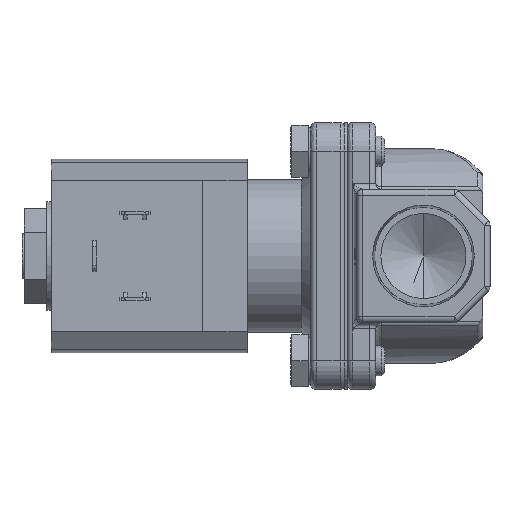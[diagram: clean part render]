
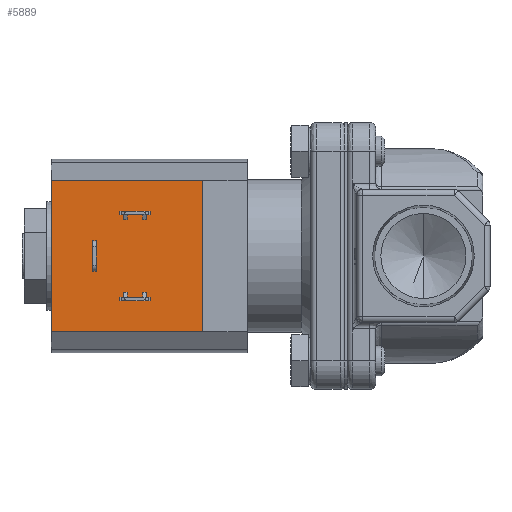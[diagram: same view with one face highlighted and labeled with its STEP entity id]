
A CAD part, left-side view. The second image highlights one B-rep face of the part: STEP entity #5889.
In plain terms, the highlighted planar face has unit normal (-1, 0, 0).
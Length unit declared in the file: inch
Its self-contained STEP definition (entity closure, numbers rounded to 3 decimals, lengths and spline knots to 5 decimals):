
#16 = CARTESIAN_POINT ( 'NONE',  ( -0.982, 1.166, -0.625 ) ) ;
#80 = EDGE_CURVE ( 'NONE', #6005, #17545, #1542, .T. ) ;
#191 = ORIENTED_EDGE ( 'NONE', *, *, #80, .T. ) ;
#226 = CARTESIAN_POINT ( 'NONE',  ( -0.982, 2.043, -0.1265 ) ) ;
#255 = CARTESIAN_POINT ( 'NONE',  ( -0.982, 1.166, 0.339 ) ) ;
#405 = CARTESIAN_POINT ( 'NONE',  ( -0.982, 1.6, 0.339 ) ) ;
#943 = EDGE_CURVE ( 'NONE', #18662, #15048, #5975, .T. ) ;
#954 = EDGE_CURVE ( 'NONE', #18989, #6924, #13234, .T. ) ;
#1008 = ORIENTED_EDGE ( 'NONE', *, *, #13186, .T. ) ;
#1046 = EDGE_CURVE ( 'NONE', #17545, #18556, #4797, .T. ) ;
#1244 = DIRECTION ( 'NONE',  ( 0., -1., 0. ) ) ;
#1478 = VECTOR ( 'NONE', #17769, 39.37008 ) ;
#1479 = LINE ( 'NONE', #13460, #5668 ) ;
#1542 = LINE ( 'NONE', #14970, #9937 ) ;
#1655 = DIRECTION ( 'NONE',  ( 0., 0., 1. ) ) ;
#1676 = LINE ( 'NONE', #15005, #17513 ) ;
#1689 = VERTEX_POINT ( 'NONE', #3331 ) ;
#1716 = LINE ( 'NONE', #255, #2842 ) ;
#1788 = AXIS2_PLACEMENT_3D ( 'NONE', #7209, #10055, #10347 ) ;
#1947 = CARTESIAN_POINT ( 'NONE',  ( -0.982, 1.85, 0.339 ) ) ;
#2300 = DIRECTION ( 'NONE',  ( 0., -1., 0. ) ) ;
#2497 = VECTOR ( 'NONE', #1655, 39.37008 ) ;
#2794 = VECTOR ( 'NONE', #18776, 39.37008 ) ;
#2842 = VECTOR ( 'NONE', #16743, 39.37008 ) ;
#2958 = ORIENTED_EDGE ( 'NONE', *, *, #10785, .T. ) ;
#3027 = EDGE_LOOP ( 'NONE', ( #9607, #9576, #16796, #19389 ) ) ;
#3331 = CARTESIAN_POINT ( 'NONE',  ( -0.982, 2.043, 0.1265 ) ) ;
#3623 = CARTESIAN_POINT ( 'NONE',  ( -0.982, 1.166, -0.371 ) ) ;
#3969 = VECTOR ( 'NONE', #15169, 39.37008 ) ;
#4066 = PLANE ( 'NONE',  #1788 ) ;
#4159 = LINE ( 'NONE', #12809, #2794 ) ;
#4201 = LINE ( 'NONE', #18831, #8387 ) ;
#4324 = LINE ( 'NONE', #15905, #1478 ) ;
#4467 = FACE_BOUND ( 'NONE', #13878, .T. ) ;
#4486 = DIRECTION ( 'NONE',  ( 0., -1., 0. ) ) ;
#4676 = DIRECTION ( 'NONE',  ( 0., 1., 0. ) ) ;
#4797 = LINE ( 'NONE', #16851, #3969 ) ;
#4940 = ORIENTED_EDGE ( 'NONE', *, *, #10957, .T. ) ;
#5160 = LINE ( 'NONE', #12996, #7818 ) ;
#5538 = FACE_BOUND ( 'NONE', #13677, .T. ) ;
#5646 = VECTOR ( 'NONE', #4486, 39.37008 ) ;
#5668 = VECTOR ( 'NONE', #17767, 39.37008 ) ;
#5773 = CARTESIAN_POINT ( 'NONE',  ( -0.982, 1.85, -0.625 ) ) ;
#5852 = CARTESIAN_POINT ( 'NONE',  ( -0.982, 1.166, -0.625 ) ) ;
#5889 = ADVANCED_FACE ( 'Defeatured_0_358', ( #5538, #17613, #8675, #4467 ), #4066, .T. ) ;
#5929 = CARTESIAN_POINT ( 'NONE',  ( -0.982, 2.075, -0.1265 ) ) ;
#5975 = LINE ( 'NONE', #11847, #6496 ) ;
#6005 = VERTEX_POINT ( 'NONE', #6417 ) ;
#6071 = DIRECTION ( 'NONE',  ( 0., 0., 1. ) ) ;
#6214 = EDGE_CURVE ( 'NONE', #15048, #8679, #4324, .T. ) ;
#6417 = CARTESIAN_POINT ( 'NONE',  ( -0.982, 1.85, -0.339 ) ) ;
#6496 = VECTOR ( 'NONE', #14685, 39.37008 ) ;
#6642 = EDGE_CURVE ( 'NONE', #16034, #16259, #4201, .T. ) ;
#6924 = VERTEX_POINT ( 'NONE', #18329 ) ;
#7007 = VERTEX_POINT ( 'NONE', #10267 ) ;
#7209 = CARTESIAN_POINT ( 'NONE',  ( -0.982, 1.166, -0.625 ) ) ;
#7224 = CARTESIAN_POINT ( 'NONE',  ( -0.982, 1.6, -0.339 ) ) ;
#7455 = CARTESIAN_POINT ( 'NONE',  ( -0.982, 2.416, 0.625 ) ) ;
#7686 = CARTESIAN_POINT ( 'NONE',  ( -0.982, 2.043, -0.625 ) ) ;
#7818 = VECTOR ( 'NONE', #2300, 39.37008 ) ;
#8332 = EDGE_CURVE ( 'NONE', #1689, #18662, #8975, .T. ) ;
#8387 = VECTOR ( 'NONE', #17460, 39.37008 ) ;
#8675 = FACE_OUTER_BOUND ( 'NONE', #3027, .T. ) ;
#8679 = VERTEX_POINT ( 'NONE', #17980 ) ;
#8975 = LINE ( 'NONE', #7686, #9069 ) ;
#9069 = VECTOR ( 'NONE', #19353, 39.37008 ) ;
#9274 = EDGE_CURVE ( 'NONE', #16034, #18989, #14865, .T. ) ;
#9576 = ORIENTED_EDGE ( 'NONE', *, *, #19084, .T. ) ;
#9607 = ORIENTED_EDGE ( 'NONE', *, *, #954, .T. ) ;
#9704 = ORIENTED_EDGE ( 'NONE', *, *, #15998, .T. ) ;
#9937 = VECTOR ( 'NONE', #1244, 39.37008 ) ;
#10055 = DIRECTION ( 'NONE',  ( -1., 0., 0. ) ) ;
#10193 = VERTEX_POINT ( 'NONE', #13409 ) ;
#10267 = CARTESIAN_POINT ( 'NONE',  ( -0.982, 1.85, -0.371 ) ) ;
#10347 = DIRECTION ( 'NONE',  ( 0., 0., 1. ) ) ;
#10785 = EDGE_CURVE ( 'NONE', #10193, #15592, #1479, .T. ) ;
#10957 = EDGE_CURVE ( 'NONE', #18556, #7007, #15202, .T. ) ;
#11055 = ORIENTED_EDGE ( 'NONE', *, *, #6214, .T. ) ;
#11847 = CARTESIAN_POINT ( 'NONE',  ( -0.982, 2.075, -0.1265 ) ) ;
#11944 = VECTOR ( 'NONE', #18443, 39.37008 ) ;
#12332 = LINE ( 'NONE', #18294, #13485 ) ;
#12705 = ORIENTED_EDGE ( 'NONE', *, *, #943, .T. ) ;
#12809 = CARTESIAN_POINT ( 'NONE',  ( -0.982, 1.85, -0.625 ) ) ;
#12996 = CARTESIAN_POINT ( 'NONE',  ( -0.982, 1.166, 0.371 ) ) ;
#13020 = ORIENTED_EDGE ( 'NONE', *, *, #1046, .T. ) ;
#13186 = EDGE_CURVE ( 'NONE', #14447, #16551, #13241, .T. ) ;
#13234 = LINE ( 'NONE', #13526, #14939 ) ;
#13241 = LINE ( 'NONE', #5773, #2497 ) ;
#13289 = CARTESIAN_POINT ( 'NONE',  ( -0.982, 1.6, -0.371 ) ) ;
#13409 = CARTESIAN_POINT ( 'NONE',  ( -0.982, 1.6, 0.371 ) ) ;
#13452 = DIRECTION ( 'NONE',  ( 0., 1., 0. ) ) ;
#13460 = CARTESIAN_POINT ( 'NONE',  ( -0.982, 1.6, -0.625 ) ) ;
#13485 = VECTOR ( 'NONE', #4676, 39.37008 ) ;
#13526 = CARTESIAN_POINT ( 'NONE',  ( -0.982, 1.166, -0.625 ) ) ;
#13677 = EDGE_LOOP ( 'NONE', ( #9704, #191, #13020, #4940 ) ) ;
#13878 = EDGE_LOOP ( 'NONE', ( #1008, #16946, #2958, #17778 ) ) ;
#14126 = EDGE_LOOP ( 'NONE', ( #11055, #15021, #14181, #12705 ) ) ;
#14181 = ORIENTED_EDGE ( 'NONE', *, *, #8332, .T. ) ;
#14447 = VERTEX_POINT ( 'NONE', #1947 ) ;
#14685 = DIRECTION ( 'NONE',  ( 0., 1., 0. ) ) ;
#14865 = LINE ( 'NONE', #5852, #5646 ) ;
#14939 = VECTOR ( 'NONE', #6071, 39.37008 ) ;
#14954 = CARTESIAN_POINT ( 'NONE',  ( -0.982, 1.85, 0.371 ) ) ;
#14970 = CARTESIAN_POINT ( 'NONE',  ( -0.982, 1.166, -0.339 ) ) ;
#15005 = CARTESIAN_POINT ( 'NONE',  ( -0.982, 1.166, 0.625 ) ) ;
#15021 = ORIENTED_EDGE ( 'NONE', *, *, #16716, .F. ) ;
#15048 = VERTEX_POINT ( 'NONE', #5929 ) ;
#15169 = DIRECTION ( 'NONE',  ( 0., 0., -1. ) ) ;
#15202 = LINE ( 'NONE', #3623, #11944 ) ;
#15592 = VERTEX_POINT ( 'NONE', #405 ) ;
#15905 = CARTESIAN_POINT ( 'NONE',  ( -0.982, 2.075, -0.625 ) ) ;
#15998 = EDGE_CURVE ( 'NONE', #7007, #6005, #4159, .T. ) ;
#16034 = VERTEX_POINT ( 'NONE', #19253 ) ;
#16259 = VERTEX_POINT ( 'NONE', #7455 ) ;
#16551 = VERTEX_POINT ( 'NONE', #14954 ) ;
#16716 = EDGE_CURVE ( 'NONE', #1689, #8679, #12332, .T. ) ;
#16743 = DIRECTION ( 'NONE',  ( 0., 1., 0. ) ) ;
#16796 = ORIENTED_EDGE ( 'NONE', *, *, #6642, .F. ) ;
#16851 = CARTESIAN_POINT ( 'NONE',  ( -0.982, 1.6, -0.625 ) ) ;
#16946 = ORIENTED_EDGE ( 'NONE', *, *, #17968, .T. ) ;
#17460 = DIRECTION ( 'NONE',  ( 0., 0., 1. ) ) ;
#17513 = VECTOR ( 'NONE', #13452, 39.37008 ) ;
#17545 = VERTEX_POINT ( 'NONE', #7224 ) ;
#17613 = FACE_BOUND ( 'NONE', #14126, .T. ) ;
#17618 = EDGE_CURVE ( 'NONE', #15592, #14447, #1716, .T. ) ;
#17767 = DIRECTION ( 'NONE',  ( 0., 0., -1. ) ) ;
#17769 = DIRECTION ( 'NONE',  ( 0., 0., 1. ) ) ;
#17778 = ORIENTED_EDGE ( 'NONE', *, *, #17618, .T. ) ;
#17968 = EDGE_CURVE ( 'NONE', #16551, #10193, #5160, .T. ) ;
#17980 = CARTESIAN_POINT ( 'NONE',  ( -0.982, 2.075, 0.1265 ) ) ;
#18294 = CARTESIAN_POINT ( 'NONE',  ( -0.982, 2.075, 0.1265 ) ) ;
#18329 = CARTESIAN_POINT ( 'NONE',  ( -0.982, 1.166, 0.625 ) ) ;
#18443 = DIRECTION ( 'NONE',  ( 0., 1., 0. ) ) ;
#18556 = VERTEX_POINT ( 'NONE', #13289 ) ;
#18662 = VERTEX_POINT ( 'NONE', #226 ) ;
#18776 = DIRECTION ( 'NONE',  ( 0., 0., 1. ) ) ;
#18831 = CARTESIAN_POINT ( 'NONE',  ( -0.982, 2.416, 0. ) ) ;
#18989 = VERTEX_POINT ( 'NONE', #16 ) ;
#19084 = EDGE_CURVE ( 'NONE', #6924, #16259, #1676, .T. ) ;
#19253 = CARTESIAN_POINT ( 'NONE',  ( -0.982, 2.416, -0.625 ) ) ;
#19353 = DIRECTION ( 'NONE',  ( 0., 0., -1. ) ) ;
#19389 = ORIENTED_EDGE ( 'NONE', *, *, #9274, .T. ) ;
